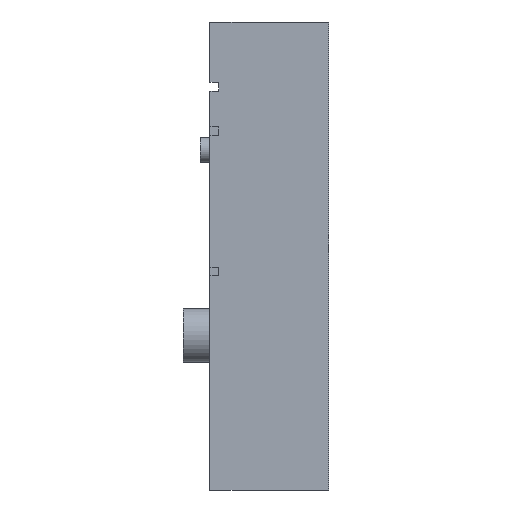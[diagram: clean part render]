
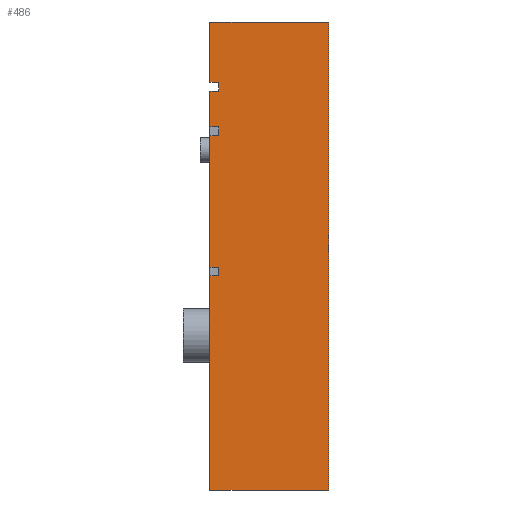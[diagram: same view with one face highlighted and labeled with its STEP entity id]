
A CAD part, left-side view. The second image highlights one B-rep face of the part: STEP entity #486.
In plain terms, the highlighted planar face has unit normal (-1, 0, 0).
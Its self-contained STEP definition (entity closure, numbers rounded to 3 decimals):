
#20 = FACE_OUTER_BOUND ( 'NONE', #1565, .T. ) ;
#86 = VECTOR ( 'NONE', #2063, 1000. ) ;
#103 = LINE ( 'NONE', #3882, #3299 ) ;
#107 = EDGE_CURVE ( 'NONE', #3751, #3136, #282, .T. ) ;
#113 = ORIENTED_EDGE ( 'NONE', *, *, #4251, .F. ) ;
#123 = ORIENTED_EDGE ( 'NONE', *, *, #1437, .T. ) ;
#187 = ORIENTED_EDGE ( 'NONE', *, *, #411, .T. ) ;
#216 = CARTESIAN_POINT ( 'NONE',  ( -17.43, 12.4, -1.25 ) ) ;
#219 = DIRECTION ( 'NONE',  ( 0., 1., 0. ) ) ;
#282 = LINE ( 'NONE', #979, #1384 ) ;
#305 = DIRECTION ( 'NONE',  ( 0., 0., 1. ) ) ;
#316 = DIRECTION ( 'NONE',  ( 1., 0., 0. ) ) ;
#333 = ORIENTED_EDGE ( 'NONE', *, *, #3080, .F. ) ;
#411 = EDGE_CURVE ( 'NONE', #3853, #3641, #4425, .T. ) ;
#426 = CARTESIAN_POINT ( 'NONE',  ( -17.43, 12.4, 18.55 ) ) ;
#438 = VERTEX_POINT ( 'NONE', #3733 ) ;
#486 = ADVANCED_FACE ( 'NONE', ( #20 ), #646, .F. ) ;
#505 = DIRECTION ( 'NONE',  ( 0., 1., 0. ) ) ;
#584 = EDGE_CURVE ( 'NONE', #3414, #1521, #3554, .T. ) ;
#626 = CARTESIAN_POINT ( 'NONE',  ( -17.43, 12.4, 13.55 ) ) ;
#631 = CARTESIAN_POINT ( 'NONE',  ( -17.43, 13.4, -26.35 ) ) ;
#638 = VERTEX_POINT ( 'NONE', #661 ) ;
#646 = PLANE ( 'NONE',  #3372 ) ;
#661 = CARTESIAN_POINT ( 'NONE',  ( -17.43, 0., -26.35 ) ) ;
#677 = DIRECTION ( 'NONE',  ( 0., 1., 0. ) ) ;
#763 = CARTESIAN_POINT ( 'NONE',  ( -17.43, 13.4, -26.35 ) ) ;
#806 = CARTESIAN_POINT ( 'NONE',  ( -17.43, 13.4, 18.55 ) ) ;
#851 = CARTESIAN_POINT ( 'NONE',  ( -17.43, 12.4, -2.25 ) ) ;
#901 = LINE ( 'NONE', #1941, #4074 ) ;
#909 = CARTESIAN_POINT ( 'NONE',  ( -17.43, 13.4, 14.55 ) ) ;
#916 = VECTOR ( 'NONE', #2011, 1000. ) ;
#934 = EDGE_CURVE ( 'NONE', #2117, #3872, #3381, .T. ) ;
#935 = CARTESIAN_POINT ( 'NONE',  ( -17.43, 12.4, 14.55 ) ) ;
#962 = VECTOR ( 'NONE', #677, 1000. ) ;
#979 = CARTESIAN_POINT ( 'NONE',  ( -17.43, 13.4, 26.35 ) ) ;
#1185 = VECTOR ( 'NONE', #505, 1000. ) ;
#1231 = ORIENTED_EDGE ( 'NONE', *, *, #4213, .F. ) ;
#1249 = EDGE_CURVE ( 'NONE', #3853, #2117, #103, .T. ) ;
#1251 = VECTOR ( 'NONE', #2158, 1000. ) ;
#1265 = ORIENTED_EDGE ( 'NONE', *, *, #2079, .F. ) ;
#1266 = CARTESIAN_POINT ( 'NONE',  ( -17.43, 12.4, 13.55 ) ) ;
#1281 = EDGE_CURVE ( 'NONE', #2553, #3641, #3003, .T. ) ;
#1336 = CARTESIAN_POINT ( 'NONE',  ( -17.43, 12.4, 14.55 ) ) ;
#1365 = EDGE_CURVE ( 'NONE', #3414, #638, #1572, .T. ) ;
#1384 = VECTOR ( 'NONE', #2352, 1000. ) ;
#1437 = EDGE_CURVE ( 'NONE', #4231, #1653, #3028, .T. ) ;
#1510 = CARTESIAN_POINT ( 'NONE',  ( -17.43, 0., 26.35 ) ) ;
#1521 = VERTEX_POINT ( 'NONE', #2702 ) ;
#1536 = DIRECTION ( 'NONE',  ( 0., 0., 1. ) ) ;
#1564 = DIRECTION ( 'NONE',  ( 0., 0., 1. ) ) ;
#1565 = EDGE_LOOP ( 'NONE', ( #113, #2168, #3120, #4383, #2384, #1579, #1231, #3840, #3266, #123, #1265, #3368, #1904, #187, #4083, #333 ) ) ;
#1572 = LINE ( 'NONE', #2963, #3888 ) ;
#1579 = ORIENTED_EDGE ( 'NONE', *, *, #107, .F. ) ;
#1653 = VERTEX_POINT ( 'NONE', #806 ) ;
#1675 = LINE ( 'NONE', #631, #86 ) ;
#1677 = VERTEX_POINT ( 'NONE', #3508 ) ;
#1818 = CARTESIAN_POINT ( 'NONE',  ( -17.43, 13.4, -26.35 ) ) ;
#1823 = LINE ( 'NONE', #3216, #3711 ) ;
#1904 = ORIENTED_EDGE ( 'NONE', *, *, #1249, .F. ) ;
#1941 = CARTESIAN_POINT ( 'NONE',  ( -17.43, 12.4, -2.25 ) ) ;
#1943 = LINE ( 'NONE', #2591, #2423 ) ;
#1979 = VECTOR ( 'NONE', #3211, 1000. ) ;
#2011 = DIRECTION ( 'NONE',  ( 0., 1., 0. ) ) ;
#2024 = VECTOR ( 'NONE', #305, 1000. ) ;
#2063 = DIRECTION ( 'NONE',  ( 0., 0., 1. ) ) ;
#2064 = CARTESIAN_POINT ( 'NONE',  ( -17.43, 12.4, 18.55 ) ) ;
#2079 = EDGE_CURVE ( 'NONE', #3872, #1653, #1675, .T. ) ;
#2117 = VERTEX_POINT ( 'NONE', #1336 ) ;
#2158 = DIRECTION ( 'NONE',  ( 0., 0., 1. ) ) ;
#2168 = ORIENTED_EDGE ( 'NONE', *, *, #2807, .T. ) ;
#2319 = CARTESIAN_POINT ( 'NONE',  ( -17.43, 12.4, 19.55 ) ) ;
#2352 = DIRECTION ( 'NONE',  ( 0., -1., 0. ) ) ;
#2384 = ORIENTED_EDGE ( 'NONE', *, *, #3278, .T. ) ;
#2423 = VECTOR ( 'NONE', #1564, 1000. ) ;
#2430 = VERTEX_POINT ( 'NONE', #2319 ) ;
#2534 = DIRECTION ( 'NONE',  ( 0., 1., 0. ) ) ;
#2553 = VERTEX_POINT ( 'NONE', #4444 ) ;
#2570 = CARTESIAN_POINT ( 'NONE',  ( -17.43, 13.4, 26.35 ) ) ;
#2577 = DIRECTION ( 'NONE',  ( 0., 1., 0. ) ) ;
#2591 = CARTESIAN_POINT ( 'NONE',  ( -17.43, 13.4, -26.35 ) ) ;
#2639 = CARTESIAN_POINT ( 'NONE',  ( -17.43, 13.4, -26.35 ) ) ;
#2702 = CARTESIAN_POINT ( 'NONE',  ( -17.43, 13.4, -2.25 ) ) ;
#2708 = VECTOR ( 'NONE', #4347, 1000. ) ;
#2807 = EDGE_CURVE ( 'NONE', #438, #1521, #901, .T. ) ;
#2861 = VECTOR ( 'NONE', #1536, 1000. ) ;
#2963 = CARTESIAN_POINT ( 'NONE',  ( -17.43, 13.4, -26.35 ) ) ;
#2973 = CARTESIAN_POINT ( 'NONE',  ( -17.43, 12.4, 18.55 ) ) ;
#3003 = LINE ( 'NONE', #2639, #2708 ) ;
#3028 = LINE ( 'NONE', #2064, #962 ) ;
#3080 = EDGE_CURVE ( 'NONE', #3359, #2553, #1823, .T. ) ;
#3120 = ORIENTED_EDGE ( 'NONE', *, *, #584, .F. ) ;
#3136 = VERTEX_POINT ( 'NONE', #1510 ) ;
#3211 = DIRECTION ( 'NONE',  ( 0., 0., 1. ) ) ;
#3216 = CARTESIAN_POINT ( 'NONE',  ( -17.43, 12.4, -1.25 ) ) ;
#3259 = CARTESIAN_POINT ( 'NONE',  ( -17.43, 12.4, 19.55 ) ) ;
#3266 = ORIENTED_EDGE ( 'NONE', *, *, #3496, .F. ) ;
#3278 = EDGE_CURVE ( 'NONE', #638, #3136, #4085, .T. ) ;
#3279 = CARTESIAN_POINT ( 'NONE',  ( -17.43, 13.4, 13.55 ) ) ;
#3299 = VECTOR ( 'NONE', #4277, 1000. ) ;
#3359 = VERTEX_POINT ( 'NONE', #216 ) ;
#3368 = ORIENTED_EDGE ( 'NONE', *, *, #934, .F. ) ;
#3372 = AXIS2_PLACEMENT_3D ( 'NONE', #3874, #316, #3504 ) ;
#3381 = LINE ( 'NONE', #935, #1185 ) ;
#3383 = CARTESIAN_POINT ( 'NONE',  ( -17.43, 0., -26.35 ) ) ;
#3414 = VERTEX_POINT ( 'NONE', #1818 ) ;
#3496 = EDGE_CURVE ( 'NONE', #4231, #2430, #3563, .T. ) ;
#3504 = DIRECTION ( 'NONE',  ( 0., 0., -1. ) ) ;
#3508 = CARTESIAN_POINT ( 'NONE',  ( -17.43, 13.4, 19.55 ) ) ;
#3554 = LINE ( 'NONE', #763, #1251 ) ;
#3563 = LINE ( 'NONE', #426, #1979 ) ;
#3591 = EDGE_CURVE ( 'NONE', #2430, #1677, #3999, .T. ) ;
#3641 = VERTEX_POINT ( 'NONE', #3279 ) ;
#3691 = LINE ( 'NONE', #851, #2861 ) ;
#3711 = VECTOR ( 'NONE', #2534, 1000. ) ;
#3733 = CARTESIAN_POINT ( 'NONE',  ( -17.43, 12.4, -2.25 ) ) ;
#3751 = VERTEX_POINT ( 'NONE', #2570 ) ;
#3840 = ORIENTED_EDGE ( 'NONE', *, *, #3591, .F. ) ;
#3853 = VERTEX_POINT ( 'NONE', #1266 ) ;
#3872 = VERTEX_POINT ( 'NONE', #909 ) ;
#3874 = CARTESIAN_POINT ( 'NONE',  ( -17.43, 13.4, -26.35 ) ) ;
#3882 = CARTESIAN_POINT ( 'NONE',  ( -17.43, 12.4, 13.55 ) ) ;
#3888 = VECTOR ( 'NONE', #4365, 1000. ) ;
#3961 = VECTOR ( 'NONE', #2577, 1000. ) ;
#3999 = LINE ( 'NONE', #3259, #3961 ) ;
#4074 = VECTOR ( 'NONE', #219, 1000. ) ;
#4083 = ORIENTED_EDGE ( 'NONE', *, *, #1281, .F. ) ;
#4085 = LINE ( 'NONE', #3383, #2024 ) ;
#4213 = EDGE_CURVE ( 'NONE', #1677, #3751, #1943, .T. ) ;
#4231 = VERTEX_POINT ( 'NONE', #2973 ) ;
#4251 = EDGE_CURVE ( 'NONE', #438, #3359, #3691, .T. ) ;
#4277 = DIRECTION ( 'NONE',  ( 0., 0., 1. ) ) ;
#4347 = DIRECTION ( 'NONE',  ( 0., 0., 1. ) ) ;
#4365 = DIRECTION ( 'NONE',  ( 0., -1., 0. ) ) ;
#4383 = ORIENTED_EDGE ( 'NONE', *, *, #1365, .T. ) ;
#4425 = LINE ( 'NONE', #626, #916 ) ;
#4444 = CARTESIAN_POINT ( 'NONE',  ( -17.43, 13.4, -1.25 ) ) ;
